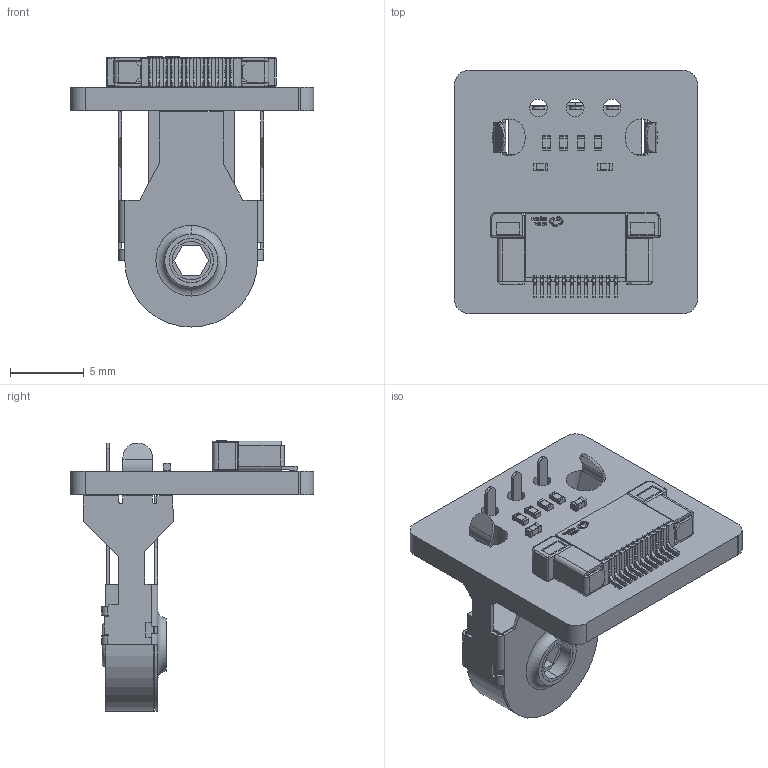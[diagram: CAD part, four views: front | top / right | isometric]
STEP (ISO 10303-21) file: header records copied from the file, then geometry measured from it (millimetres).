
FILE_DESCRIPTION(('KiCad electronic assembly'),'2;1');
FILE_NAME('mouse-encoder-pcb-v3.step','2025-07-02T05:39:14',('Pcbnew'),( 'Kicad'),'Open CASCADE STEP processor 7.8','KiCad to STEP converter' ,'Unknown');
FILE_SCHEMA(('AUTOMOTIVE_DESIGN { 1 0 10303 214 1 1 1 1 }'));
Length unit declared in the file: millimetre
Products named in the file (10): mouse-encoder-pcb-v3 1; R_0402_1005Metric; C_0402_1005Metric; FFC-SMD_FFC05001-12SBA124W5M; SW-TH_EC10EXXXXXXX; SW-TH_EC10EXXXXXXX-L9.8-W6.1-H14.6-P2.5; mouse-encoder-pcb_PCB
Assembly tree (13 placements, depth 3):
  mouse-encoder-pcb-v3 1
    R_0402_1005Metric  x4
      R_0402_1005Metric
    C_0402_1005Metric  x2
      C_0402_1005Metric
    FFC-SMD_FFC05001-12SBA124W5M
      FFC-SMD_FFC05001-12SBA124W5M
    SW-TH_EC10EXXXXXXX
      SW-TH_EC10EXXXXXXX-L9.8-W6.1-H14.6-P2.5
    mouse-encoder-pcb_PCB
Bounding box: 16.5 x 16.5 x 18.31 mm (x, y, z)
Volume: 754 mm3; surface area: 1914.5 mm2
Topology: 37 solids, 37 shells, 1807 faces, 5019 edges, 3276 vertices
Faces by surface type: plane 1250, cylinder 319, bspline 224, torus 8, sphere 6
Full cylindrical faces by diameter (mm): 1.2 x3
Entity records: 68133 total; most frequent: CARTESIAN_POINT 13810, ORIENTED_EDGE 9474, DIRECTION 7803, EDGE_CURVE 4737, LINE 3705, VECTOR 3705, VERTEX_POINT 3096, AXIS2_PLACEMENT_3D 2049
